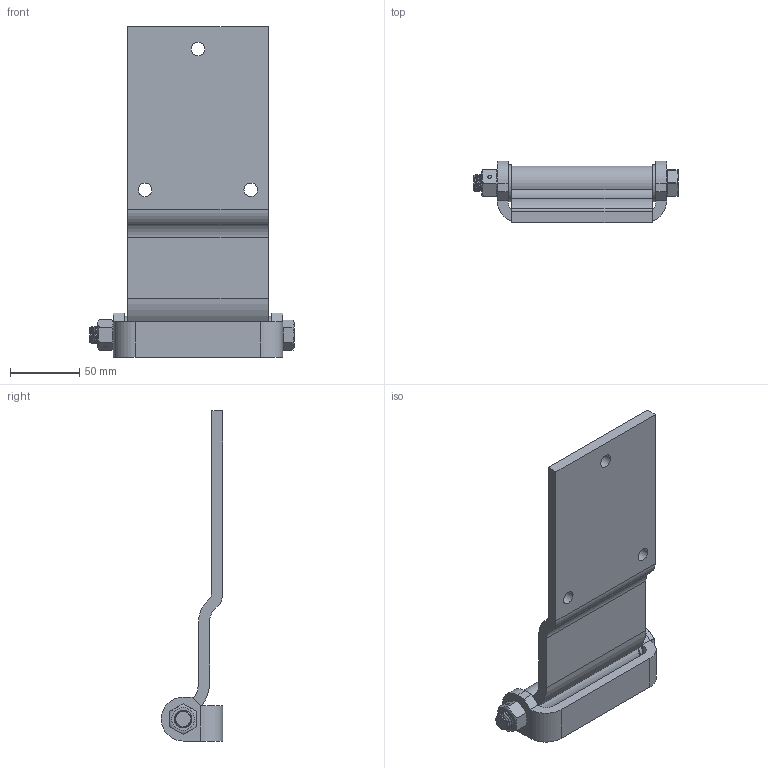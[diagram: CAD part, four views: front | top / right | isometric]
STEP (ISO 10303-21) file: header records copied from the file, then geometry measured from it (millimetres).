
FILE_DESCRIPTION((''),'2;1');
FILE_NAME('A1-5885.stp','2013-08-16T10:40:47',('fredp'),(''),'Autodesk Inventor 2013','Autodesk Inventor 2013','');
FILE_SCHEMA(('AUTOMOTIVE_DESIGN { 1 0 10303 214 1 1 1 1 }'));
Length unit declared in the file: inch
Products named in the file (1): A1-5885
Bounding box: 147.64 x 44.45 x 238.12 mm (x, y, z)
Surface area: 86005.9 mm2 (no closed solid volume)
Topology: 0 solids, 7 shells, 167 faces, 422 edges, 275 vertices
Faces by surface type: cylinder 66, plane 61, cone 37, torus 3
Full cylindrical faces by diameter (mm): 2.54 x2, 9.779 x3, 10.668 x1, 11.072 x15, 12.7 x15, 13.106 x2, 13.208 x1, 13.487 x2, 20.498 x1, 24.575 x1, 26.975 x2
Entity records: 7358 total; most frequent: CARTESIAN_POINT 3657, DIRECTION 678, ORIENTED_EDGE 668, EDGE_CURVE 334, AXIS2_PLACEMENT_3D 279, EDGE_LOOP 270, VERTEX_POINT 268, FACE_OUTER_BOUND 166
